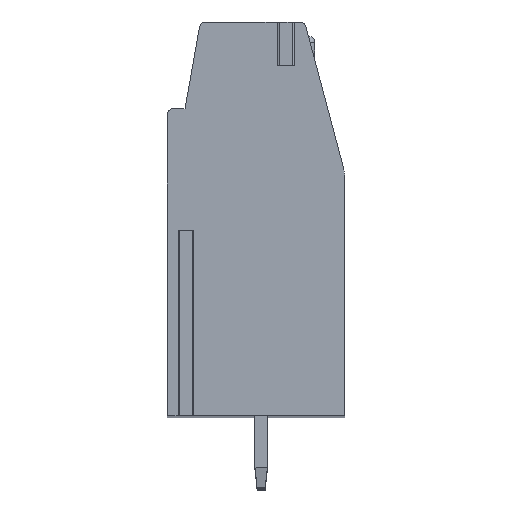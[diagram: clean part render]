
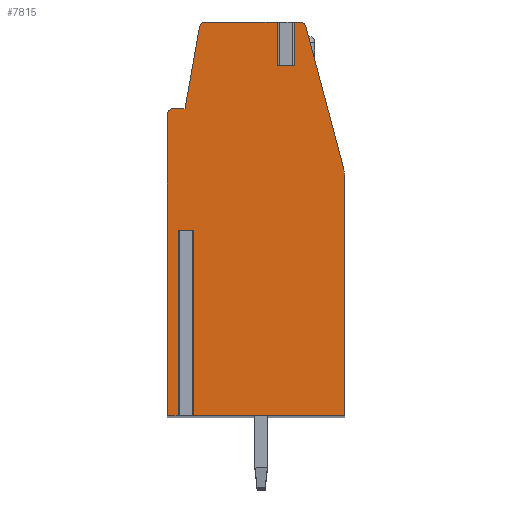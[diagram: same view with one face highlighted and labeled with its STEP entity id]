
A CAD part, top view. The second image highlights one B-rep face of the part: STEP entity #7815.
In plain terms, the highlighted planar face has unit normal (0, 0, 1).
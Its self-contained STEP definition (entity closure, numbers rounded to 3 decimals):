
#13=DIRECTION('',(-1.,0.,0.));
#14=VECTOR('',#13,0.743);
#15=CARTESIAN_POINT('',(-3.029,-0.55,58.42));
#16=LINE('',#15,#14);
#17=DIRECTION('',(0.,-1.,0.));
#18=VECTOR('',#17,9.);
#19=CARTESIAN_POINT('',(-3.771,-0.55,58.42));
#20=LINE('',#19,#18);
#21=DIRECTION('',(1.,0.,0.));
#22=VECTOR('',#21,0.529);
#23=CARTESIAN_POINT('',(-4.3,-9.55,58.42));
#24=LINE('',#23,#22);
#25=DIRECTION('',(0.,-1.,0.));
#26=VECTOR('',#25,14.6);
#27=CARTESIAN_POINT('',(-4.3,5.05,58.42));
#28=LINE('',#27,#26);
#29=CARTESIAN_POINT('',(-4.,5.05,58.42));
#30=DIRECTION('',(0.,0.,1.));
#31=DIRECTION('',(0.,1.,0.));
#32=AXIS2_PLACEMENT_3D('',#29,#30,#31);
#34=DIRECTION('',(-1.,0.,0.));
#35=VECTOR('',#34,0.558);
#36=CARTESIAN_POINT('',(-3.442,5.35,58.42));
#37=LINE('',#36,#35);
#38=DIRECTION('',(-0.174,-0.985,0.));
#39=VECTOR('',#38,4.013);
#40=CARTESIAN_POINT('',(-2.746,9.302,58.42));
#41=LINE('',#40,#39);
#42=CARTESIAN_POINT('',(-2.45,9.25,58.42));
#43=DIRECTION('',(0.,0.,1.));
#44=DIRECTION('',(0.,1.,0.));
#45=AXIS2_PLACEMENT_3D('',#42,#43,#44);
#47=DIRECTION('',(-1.,0.,0.));
#48=VECTOR('',#47,3.669);
#49=CARTESIAN_POINT('',(1.219,9.55,58.42));
#50=LINE('',#49,#48);
#51=DIRECTION('',(0.,-1.,0.));
#52=VECTOR('',#51,2.1);
#53=CARTESIAN_POINT('',(1.219,9.55,58.42));
#54=LINE('',#53,#52);
#55=DIRECTION('',(-1.,0.,0.));
#56=VECTOR('',#55,0.46);
#57=CARTESIAN_POINT('',(1.679,7.45,58.42));
#58=LINE('',#57,#56);
#59=DIRECTION('',(0.,-1.,0.));
#60=VECTOR('',#59,2.1);
#61=CARTESIAN_POINT('',(1.679,9.55,58.42));
#62=LINE('',#61,#60);
#63=DIRECTION('',(-1.,0.,0.));
#64=VECTOR('',#63,0.447);
#65=CARTESIAN_POINT('',(2.126,9.55,58.42));
#66=LINE('',#65,#64);
#67=CARTESIAN_POINT('',(2.126,9.25,58.42));
#68=DIRECTION('',(0.,0.,1.));
#69=DIRECTION('',(0.966,0.257,0.));
#70=AXIS2_PLACEMENT_3D('',#67,#68,#69);
#72=CARTESIAN_POINT('',(3.3,2.119,58.42));
#73=DIRECTION('',(0.,0.,1.));
#74=DIRECTION('',(1.,0.,0.));
#75=AXIS2_PLACEMENT_3D('',#72,#73,#74);
#77=DIRECTION('',(0.,1.,0.));
#78=VECTOR('',#77,11.669);
#79=CARTESIAN_POINT('',(4.3,-9.55,58.42));
#80=LINE('',#79,#78);
#81=DIRECTION('',(1.,0.,0.));
#82=VECTOR('',#81,7.329);
#83=CARTESIAN_POINT('',(-3.029,-9.55,58.42));
#84=LINE('',#83,#82);
#85=DIRECTION('',(0.,-1.,0.));
#86=VECTOR('',#85,9.);
#87=CARTESIAN_POINT('',(-3.029,-0.55,58.42));
#88=LINE('',#87,#86);
#440=DIRECTION('',(-0.257,0.966,0.));
#441=VECTOR('',#440,7.193);
#442=CARTESIAN_POINT('',(4.266,2.376,58.42));
#443=LINE('',#442,#441);
#6174=CARTESIAN_POINT('',(4.3,-9.55,58.42));
#6175=CARTESIAN_POINT('',(4.3,2.119,58.42));
#6176=VERTEX_POINT('',#6174);
#6177=VERTEX_POINT('',#6175);
#6178=CARTESIAN_POINT('',(4.266,2.376,58.42));
#6179=VERTEX_POINT('',#6178);
#6180=CARTESIAN_POINT('',(2.416,9.327,58.42));
#6181=CARTESIAN_POINT('',(2.126,9.55,58.42));
#6182=VERTEX_POINT('',#6180);
#6183=VERTEX_POINT('',#6181);
#6184=CARTESIAN_POINT('',(-2.45,9.55,58.42));
#6185=CARTESIAN_POINT('',(-2.746,9.302,58.42));
#6186=VERTEX_POINT('',#6184);
#6187=VERTEX_POINT('',#6185);
#6188=CARTESIAN_POINT('',(-3.442,5.35,58.42));
#6189=VERTEX_POINT('',#6188);
#6190=CARTESIAN_POINT('',(-4.,5.35,58.42));
#6191=VERTEX_POINT('',#6190);
#6192=CARTESIAN_POINT('',(-4.3,5.05,58.42));
#6193=VERTEX_POINT('',#6192);
#6194=CARTESIAN_POINT('',(-4.3,-9.55,58.42));
#6195=VERTEX_POINT('',#6194);
#6258=CARTESIAN_POINT('',(1.679,7.45,58.42));
#6259=CARTESIAN_POINT('',(1.219,7.45,58.42));
#6260=VERTEX_POINT('',#6258);
#6261=VERTEX_POINT('',#6259);
#6262=CARTESIAN_POINT('',(1.219,9.55,58.42));
#6263=VERTEX_POINT('',#6262);
#6264=CARTESIAN_POINT('',(1.679,9.55,58.42));
#6265=VERTEX_POINT('',#6264);
#6278=CARTESIAN_POINT('',(-3.029,-0.55,58.42));
#6279=CARTESIAN_POINT('',(-3.771,-0.55,58.42));
#6280=VERTEX_POINT('',#6278);
#6281=VERTEX_POINT('',#6279);
#6282=CARTESIAN_POINT('',(-3.029,-9.55,58.42));
#6283=VERTEX_POINT('',#6282);
#6284=CARTESIAN_POINT('',(-3.771,-9.55,58.42));
#6285=VERTEX_POINT('',#6284);
#7770=CARTESIAN_POINT('',(0.,0.,58.42));
#7771=DIRECTION('',(0.,0.,1.));
#7772=DIRECTION('',(1.,0.,0.));
#7773=AXIS2_PLACEMENT_3D('',#7770,#7771,#7772);
#7774=PLANE('',#7773);
#7776=ORIENTED_EDGE('',*,*,#7775,.T.);
#7778=ORIENTED_EDGE('',*,*,#7777,.T.);
#7780=ORIENTED_EDGE('',*,*,#7779,.F.);
#7782=ORIENTED_EDGE('',*,*,#7781,.F.);
#7784=ORIENTED_EDGE('',*,*,#7783,.F.);
#7786=ORIENTED_EDGE('',*,*,#7785,.F.);
#7788=ORIENTED_EDGE('',*,*,#7787,.F.);
#7790=ORIENTED_EDGE('',*,*,#7789,.F.);
#7792=ORIENTED_EDGE('',*,*,#7791,.F.);
#7794=ORIENTED_EDGE('',*,*,#7793,.T.);
#7796=ORIENTED_EDGE('',*,*,#7795,.F.);
#7798=ORIENTED_EDGE('',*,*,#7797,.F.);
#7800=ORIENTED_EDGE('',*,*,#7799,.F.);
#7802=ORIENTED_EDGE('',*,*,#7801,.F.);
#7804=ORIENTED_EDGE('',*,*,#7803,.F.);
#7806=ORIENTED_EDGE('',*,*,#7805,.F.);
#7808=ORIENTED_EDGE('',*,*,#7807,.F.);
#7810=ORIENTED_EDGE('',*,*,#7809,.F.);
#7812=ORIENTED_EDGE('',*,*,#7811,.F.);
#7813=EDGE_LOOP('',(#7776,#7778,#7780,#7782,#7784,#7786,#7788,#7790,#7792,#7794,
#7796,#7798,#7800,#7802,#7804,#7806,#7808,#7810,#7812));
#7814=FACE_OUTER_BOUND('',#7813,.F.);
#33=CIRCLE('',#32,0.3);
#46=CIRCLE('',#45,0.3);
#71=CIRCLE('',#70,0.3);
#76=CIRCLE('',#75,1.);
#7775=EDGE_CURVE('',#6280,#6281,#16,.T.);
#7777=EDGE_CURVE('',#6281,#6285,#20,.T.);
#7779=EDGE_CURVE('',#6195,#6285,#24,.T.);
#7781=EDGE_CURVE('',#6193,#6195,#28,.T.);
#7783=EDGE_CURVE('',#6191,#6193,#33,.T.);
#7785=EDGE_CURVE('',#6189,#6191,#37,.T.);
#7787=EDGE_CURVE('',#6187,#6189,#41,.T.);
#7789=EDGE_CURVE('',#6186,#6187,#46,.T.);
#7791=EDGE_CURVE('',#6263,#6186,#50,.T.);
#7793=EDGE_CURVE('',#6263,#6261,#54,.T.);
#7795=EDGE_CURVE('',#6260,#6261,#58,.T.);
#7797=EDGE_CURVE('',#6265,#6260,#62,.T.);
#7799=EDGE_CURVE('',#6183,#6265,#66,.T.);
#7801=EDGE_CURVE('',#6182,#6183,#71,.T.);
#7803=EDGE_CURVE('',#6179,#6182,#443,.T.);
#7805=EDGE_CURVE('',#6177,#6179,#76,.T.);
#7807=EDGE_CURVE('',#6176,#6177,#80,.T.);
#7809=EDGE_CURVE('',#6283,#6176,#84,.T.);
#7811=EDGE_CURVE('',#6280,#6283,#88,.T.);
#7815=ADVANCED_FACE('',(#7814),#7774,.T.);
